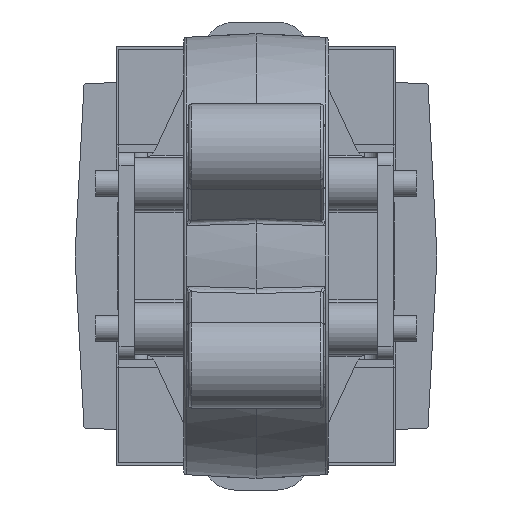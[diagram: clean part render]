
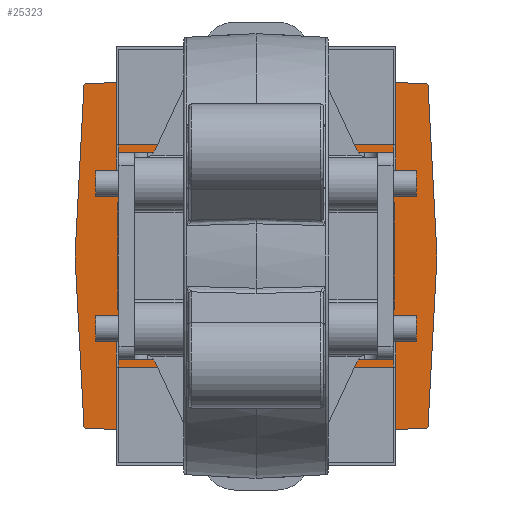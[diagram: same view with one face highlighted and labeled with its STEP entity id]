
A CAD part, front view. The second image highlights one B-rep face of the part: STEP entity #25323.
In plain terms, the highlighted face is planar.
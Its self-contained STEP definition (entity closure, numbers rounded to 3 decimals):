
#11599 = CARTESIAN_POINT ( 'NONE',  ( -10.528, 0., 0. ) ) ;
#11600 = CARTESIAN_POINT ( 'NONE',  ( 10.528, 0., 0. ) ) ;
#11694 = DIRECTION ( 'NONE',  ( -1., 0., 0. ) ) ;
#11695 = DIRECTION ( 'NONE',  ( 0., 0., -1. ) ) ;
#11696 = CARTESIAN_POINT ( 'NONE',  ( 0., 0., 0. ) ) ;
#11697 = AXIS2_PLACEMENT_3D ( 'NONE', #11696, #11695, #11694 ) ;
#11698 = CIRCLE ( 'NONE', #11697, 10.528 ) ;
#12393 = DIRECTION ( 'NONE',  ( -0.052, -0.999, 0. ) ) ;
#12394 = VECTOR ( 'NONE', #12393, 1000. ) ;
#12395 = CARTESIAN_POINT ( 'NONE',  ( -66.514, 66.514, 0. ) ) ;
#12396 = LINE ( 'NONE', #12395, #12394 ) ;
#12434 = CARTESIAN_POINT ( 'NONE',  ( 66.514, 66.514, 0. ) ) ;
#12436 = DIRECTION ( 'NONE',  ( 0.052, -0.999, 0. ) ) ;
#12437 = VECTOR ( 'NONE', #12436, 1000. ) ;
#12438 = CARTESIAN_POINT ( 'NONE',  ( -66.514, -66.514, 0. ) ) ;
#12439 = LINE ( 'NONE', #12438, #12437 ) ;
#12444 = CARTESIAN_POINT ( 'NONE',  ( -66.514, -66.514, 0. ) ) ;
#12445 = CARTESIAN_POINT ( 'NONE',  ( -70., 0., 0. ) ) ;
#12453 = DIRECTION ( 'NONE',  ( -0.999, 0.052, 0. ) ) ;
#12454 = VECTOR ( 'NONE', #12453, 1000. ) ;
#12455 = CARTESIAN_POINT ( 'NONE',  ( 0., 70., 0. ) ) ;
#12456 = LINE ( 'NONE', #12455, #12454 ) ;
#12464 = CARTESIAN_POINT ( 'NONE',  ( 0., 70., 0. ) ) ;
#12476 = DIRECTION ( 'NONE',  ( 0.999, -0.052, 0. ) ) ;
#12477 = VECTOR ( 'NONE', #12476, 1000. ) ;
#12478 = CARTESIAN_POINT ( 'NONE',  ( 0., -70., 0. ) ) ;
#12479 = LINE ( 'NONE', #12478, #12477 ) ;
#12487 = DIRECTION ( 'NONE',  ( -0.052, 0.999, 0. ) ) ;
#12488 = VECTOR ( 'NONE', #12487, 1000. ) ;
#12489 = CARTESIAN_POINT ( 'NONE',  ( 66.514, 66.514, 0. ) ) ;
#12490 = LINE ( 'NONE', #12489, #12488 ) ;
#12491 = DIRECTION ( 'NONE',  ( 1., 0., 0. ) ) ;
#12492 = DIRECTION ( 'NONE',  ( 0., 0., 1. ) ) ;
#12493 = CARTESIAN_POINT ( 'NONE',  ( 73.467, 66.15, 0. ) ) ;
#12494 = AXIS2_PLACEMENT_3D ( 'NONE', #12493, #12492, #12491 ) ;
#12495 = PLANE ( 'NONE',  #12494 ) ;
#12496 = FACE_OUTER_BOUND ( 'NONE', #25328, .T. ) ;
#12497 = FACE_BOUND ( 'NONE', #25395, .T. ) ;
#12510 = DIRECTION ( 'NONE',  ( -0.999, -0.052, 0. ) ) ;
#12511 = VECTOR ( 'NONE', #12510, 1000. ) ;
#12512 = CARTESIAN_POINT ( 'NONE',  ( 0., 70., 0. ) ) ;
#12513 = LINE ( 'NONE', #12512, #12511 ) ;
#12514 = CARTESIAN_POINT ( 'NONE',  ( -66.514, 66.514, 0. ) ) ;
#12521 = CARTESIAN_POINT ( 'NONE',  ( 66.514, -66.514, 0. ) ) ;
#12522 = DIRECTION ( 'NONE',  ( 0.999, 0.052, 0. ) ) ;
#12523 = VECTOR ( 'NONE', #12522, 1000. ) ;
#12525 = CARTESIAN_POINT ( 'NONE',  ( 0., -70., 0. ) ) ;
#12526 = LINE ( 'NONE', #12525, #12523 ) ;
#12531 = CARTESIAN_POINT ( 'NONE',  ( 0., -70., 0. ) ) ;
#12543 = DIRECTION ( 'NONE',  ( -1., 0., 0. ) ) ;
#12544 = DIRECTION ( 'NONE',  ( 0., 0., -1. ) ) ;
#12545 = CARTESIAN_POINT ( 'NONE',  ( 0., 0., 0. ) ) ;
#12546 = AXIS2_PLACEMENT_3D ( 'NONE', #12545, #12544, #12543 ) ;
#12547 = CIRCLE ( 'NONE', #12546, 10.528 ) ;
#12600 = CARTESIAN_POINT ( 'NONE',  ( 70., 0., 0. ) ) ;
#12601 = DIRECTION ( 'NONE',  ( 0.052, 0.999, 0. ) ) ;
#12602 = VECTOR ( 'NONE', #12601, 1000. ) ;
#12603 = CARTESIAN_POINT ( 'NONE',  ( 66.514, -66.514, 0. ) ) ;
#12604 = LINE ( 'NONE', #12603, #12602 ) ;
#24877 = VERTEX_POINT ( 'NONE', #11600 ) ;
#24879 = VERTEX_POINT ( 'NONE', #11599 ) ;
#24906 = EDGE_CURVE ( 'NONE', #24877, #24879, #11698, .T. ) ;
#25280 = EDGE_CURVE ( 'NONE', #25356, #25287, #12396, .T. ) ;
#25287 = VERTEX_POINT ( 'NONE', #12445 ) ;
#25289 = VERTEX_POINT ( 'NONE', #12444 ) ;
#25293 = EDGE_CURVE ( 'NONE', #25287, #25289, #12439, .T. ) ;
#25295 = VERTEX_POINT ( 'NONE', #12434 ) ;
#25305 = VERTEX_POINT ( 'NONE', #12464 ) ;
#25309 = EDGE_CURVE ( 'NONE', #25295, #25305, #12456, .T. ) ;
#25323 = ADVANCED_FACE ( 'NONE', ( #12497, #12496 ), #12495, .F. ) ;
#25326 = EDGE_CURVE ( 'NONE', #25391, #25295, #12490, .T. ) ;
#25328 = EDGE_LOOP ( 'NONE', ( #25329, #25393, #25394, #25390, #25371, #25361, #25380, #25381 ) ) ;
#25329 = ORIENTED_EDGE ( 'NONE', *, *, #25309, .F. ) ;
#25334 = EDGE_CURVE ( 'NONE', #25289, #25341, #12479, .T. ) ;
#25341 = VERTEX_POINT ( 'NONE', #12531 ) ;
#25349 = EDGE_CURVE ( 'NONE', #25341, #25350, #12526, .T. ) ;
#25350 = VERTEX_POINT ( 'NONE', #12521 ) ;
#25356 = VERTEX_POINT ( 'NONE', #12514 ) ;
#25357 = EDGE_CURVE ( 'NONE', #25305, #25356, #12513, .T. ) ;
#25361 = ORIENTED_EDGE ( 'NONE', *, *, #25293, .F. ) ;
#25371 = ORIENTED_EDGE ( 'NONE', *, *, #25334, .F. ) ;
#25380 = ORIENTED_EDGE ( 'NONE', *, *, #25280, .F. ) ;
#25381 = ORIENTED_EDGE ( 'NONE', *, *, #25357, .F. ) ;
#25385 = EDGE_CURVE ( 'NONE', #24879, #24877, #12547, .T. ) ;
#25386 = ORIENTED_EDGE ( 'NONE', *, *, #24906, .F. ) ;
#25389 = EDGE_CURVE ( 'NONE', #25350, #25391, #12604, .T. ) ;
#25390 = ORIENTED_EDGE ( 'NONE', *, *, #25349, .F. ) ;
#25391 = VERTEX_POINT ( 'NONE', #12600 ) ;
#25392 = ORIENTED_EDGE ( 'NONE', *, *, #25385, .F. ) ;
#25393 = ORIENTED_EDGE ( 'NONE', *, *, #25326, .F. ) ;
#25394 = ORIENTED_EDGE ( 'NONE', *, *, #25389, .F. ) ;
#25395 = EDGE_LOOP ( 'NONE', ( #25392, #25386 ) ) ;
